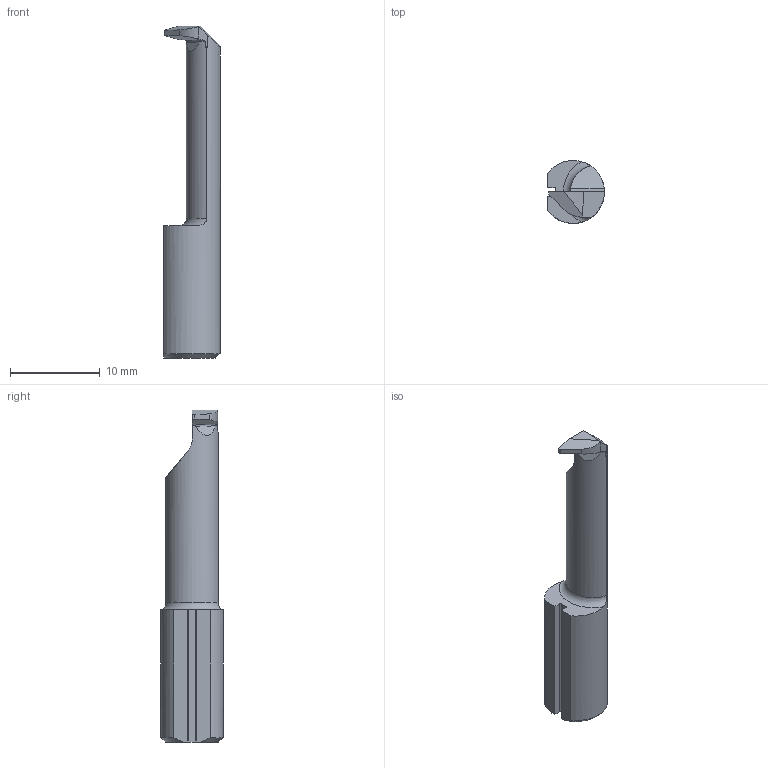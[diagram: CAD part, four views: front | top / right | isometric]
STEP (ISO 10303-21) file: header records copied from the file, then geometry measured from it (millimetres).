
FILE_DESCRIPTION (( 'STEP AP203' ), '1' );
FILE_NAME ('L007.1220-22.step', '2024-03-07T07:09:17', ( '' ), ( '' ), 'SwSTEP 2.0', 'SolidWorks 2022', '' );
FILE_SCHEMA (( 'CONFIG_CONTROL_DESIGN' ));
Length unit declared in the file: millimetre
Products named in the file (1): L007.1220-22
Bounding box: 6.35 x 7 x 36.99 mm (x, y, z)
Volume: 839.3 mm3; surface area: 717.9 mm2
Topology: 1 solids, 1 shells, 30 faces, 84 edges, 56 vertices
Faces by surface type: plane 18, cylinder 8, torus 3, cone 1
Entity records: 1104 total; most frequent: CARTESIAN_POINT 288, ORIENTED_EDGE 168, DIRECTION 138, EDGE_CURVE 84, VERTEX_POINT 56, VECTOR 48, LINE 48, AXIS2_PLACEMENT_3D 45
